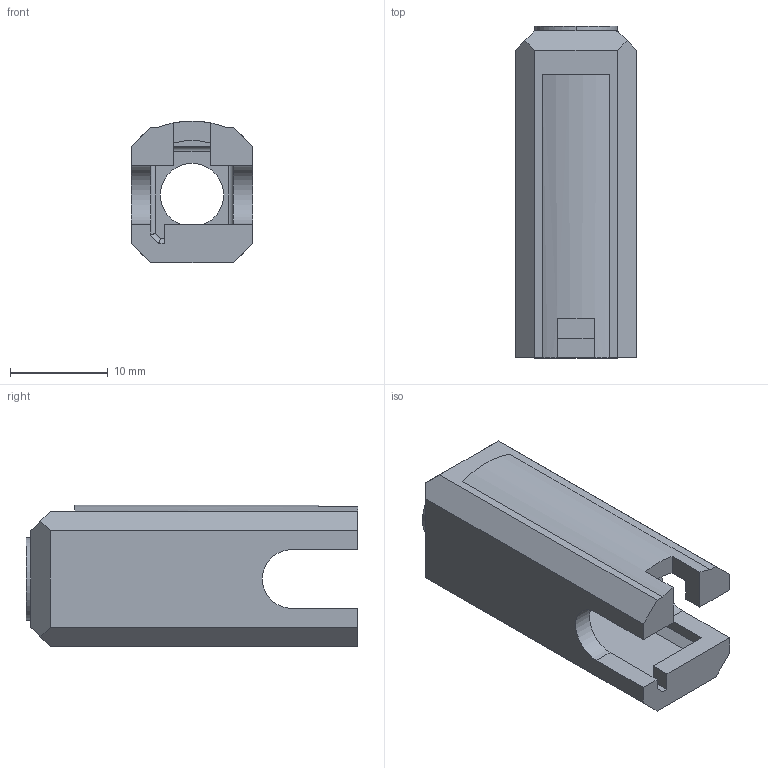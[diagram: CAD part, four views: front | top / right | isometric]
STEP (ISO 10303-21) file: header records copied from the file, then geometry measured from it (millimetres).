
FILE_DESCRIPTION (( 'STEP AP214' ), '1' );
FILE_NAME ('JXHMP4602-06004-f 寡蝶杶.step', '2024-11-20T12:50:52', ( 'Windows User' ), ( 'P R C' ), 'SwSTEP 2.0', 'SolidWorks 2020', '' );
FILE_SCHEMA (( 'AUTOMOTIVE_DESIGN' ));
Length unit declared in the file: millimetre
Products named in the file (1): JXHMP4602-06004-f 寡蝶杶
Bounding box: 12.5 x 34 x 14.52 mm (x, y, z)
Volume: 2589.4 mm3; surface area: 2880.1 mm2
Topology: 1 solids, 1 shells, 62 faces, 170 edges, 108 vertices
Faces by surface type: plane 42, cylinder 18, bspline 2
Entity records: 1974 total; most frequent: CARTESIAN_POINT 403, ORIENTED_EDGE 336, DIRECTION 300, EDGE_CURVE 168, LINE 130, VECTOR 130, VERTEX_POINT 108, AXIS2_PLACEMENT_3D 85
